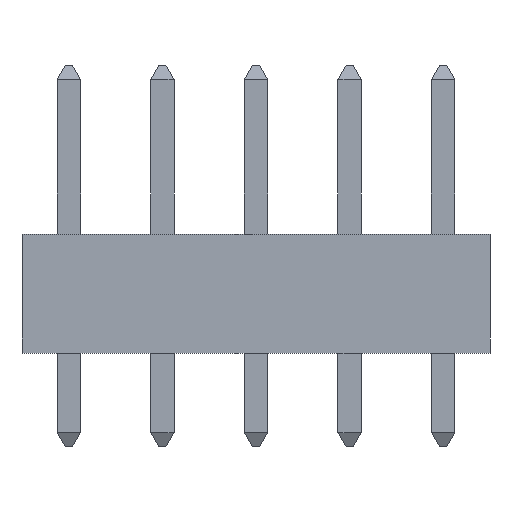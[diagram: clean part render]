
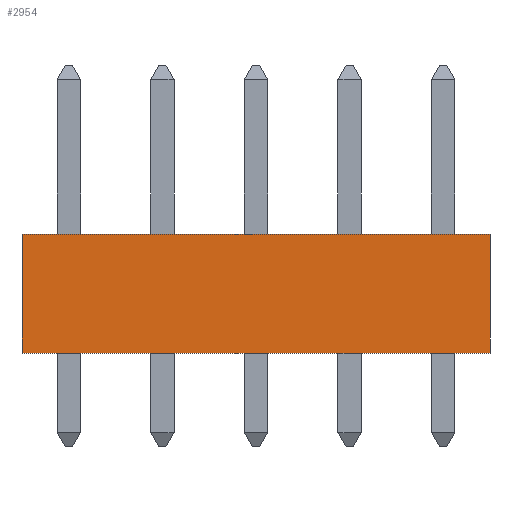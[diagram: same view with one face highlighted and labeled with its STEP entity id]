
A CAD part, front view. The second image highlights one B-rep face of the part: STEP entity #2954.
In plain terms, the highlighted planar face has unit normal (0, -1, 0).
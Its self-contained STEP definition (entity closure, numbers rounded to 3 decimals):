
#2831 = CARTESIAN_POINT ( 'NONE',  ( 9., -1., 0. ) ) ;
#2832 = VERTEX_POINT ( 'NONE', #2831 ) ;
#2849 = CARTESIAN_POINT ( 'NONE',  ( 9., -1., 2.54 ) ) ;
#2850 = VERTEX_POINT ( 'NONE', #2849 ) ;
#2857 = CARTESIAN_POINT ( 'NONE',  ( 9., -1., 2.54 ) ) ;
#2858 = DIRECTION ( 'NONE',  ( 0., 0., -1. ) ) ;
#2859 = VECTOR ( 'NONE', #2858, 1000. ) ;
#2860 = LINE ( 'NONE', #2857, #2859 ) ;
#2861 = EDGE_CURVE ( 'NONE', #2850, #2832, #2860, .T. ) ;
#2902 = CARTESIAN_POINT ( 'NONE',  ( -1., -1., 0. ) ) ;
#2903 = VERTEX_POINT ( 'NONE', #2902 ) ;
#2910 = CARTESIAN_POINT ( 'NONE',  ( -1., -1., 2.54 ) ) ;
#2911 = VERTEX_POINT ( 'NONE', #2910 ) ;
#2912 = CARTESIAN_POINT ( 'NONE',  ( -1., -1., 2.54 ) ) ;
#2913 = DIRECTION ( 'NONE',  ( 0., 0., -1. ) ) ;
#2914 = VECTOR ( 'NONE', #2913, 1000. ) ;
#2915 = LINE ( 'NONE', #2912, #2914 ) ;
#2916 = EDGE_CURVE ( 'NONE', #2911, #2903, #2915, .T. ) ;
#2933 = CARTESIAN_POINT ( 'NONE',  ( -1., -1., 0. ) ) ;
#2934 = DIRECTION ( 'NONE',  ( 1., 0., 0. ) ) ;
#2935 = VECTOR ( 'NONE', #2934, 1000. ) ;
#2936 = LINE ( 'NONE', #2933, #2935 ) ;
#2937 = EDGE_CURVE ( 'NONE', #2903, #2832, #2936, .T. ) ;
#2938 = ORIENTED_EDGE ( 'NONE', *, *, #2937, .T. ) ;
#2939 = ORIENTED_EDGE ( 'NONE', *, *, #2861, .F. ) ;
#2940 = CARTESIAN_POINT ( 'NONE',  ( -1., -1., 2.54 ) ) ;
#2941 = DIRECTION ( 'NONE',  ( 1., 0., 0. ) ) ;
#2942 = VECTOR ( 'NONE', #2941, 1000. ) ;
#2943 = LINE ( 'NONE', #2940, #2942 ) ;
#2944 = EDGE_CURVE ( 'NONE', #2911, #2850, #2943, .T. ) ;
#2945 = ORIENTED_EDGE ( 'NONE', *, *, #2944, .F. ) ;
#2946 = ORIENTED_EDGE ( 'NONE', *, *, #2916, .T. ) ;
#2947 = EDGE_LOOP ( 'NONE', ( #2938, #2939, #2945, #2946 ) ) ;
#2948 = FACE_OUTER_BOUND ( 'NONE', #2947, .T. ) ;
#2949 = CARTESIAN_POINT ( 'NONE',  ( -1., -1., 2.54 ) ) ;
#2950 = DIRECTION ( 'NONE',  ( 0., 1., 0. ) ) ;
#2951 = DIRECTION ( 'NONE',  ( -1., 0., 0. ) ) ;
#2952 = AXIS2_PLACEMENT_3D ( 'NONE', #2949, #2950, #2951 ) ;
#2953 = PLANE ( 'NONE', #2952 ) ;
#2954 = ADVANCED_FACE ( 'NONE', ( #2948 ), #2953, .F. ) ;
